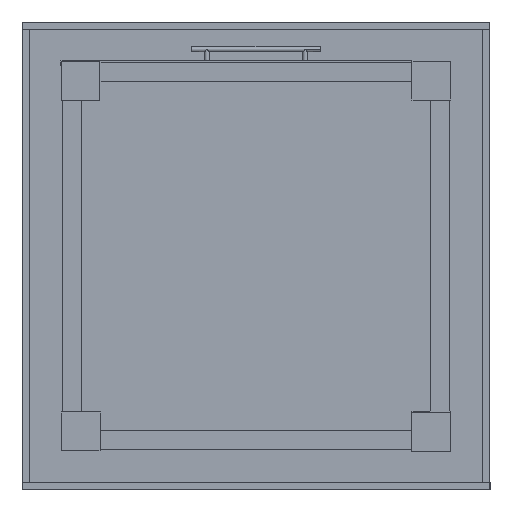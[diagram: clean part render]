
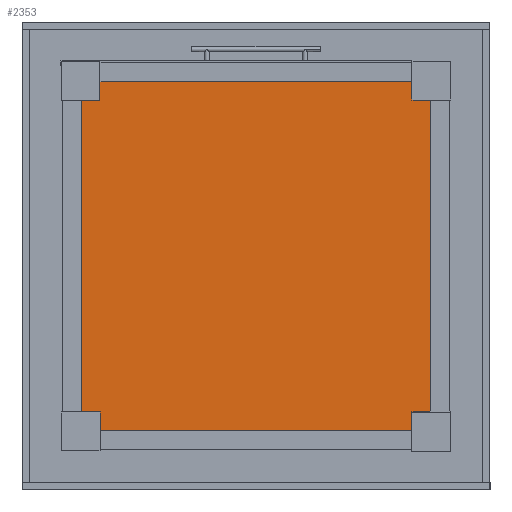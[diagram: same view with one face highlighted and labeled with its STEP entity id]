
A CAD part, front view. The second image highlights one B-rep face of the part: STEP entity #2353.
In plain terms, the highlighted face is planar.
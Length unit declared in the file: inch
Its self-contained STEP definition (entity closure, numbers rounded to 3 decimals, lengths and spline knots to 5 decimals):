
#340=FACE_OUTER_BOUND('',#477,.T.);
#477=EDGE_LOOP('',(#1784,#1785,#1786,#1787,#1788,#1789,#1790,#1791,#1792,
#1793,#1794,#1795));
#660=LINE('',#3566,#918);
#664=LINE('',#3573,#922);
#667=LINE('',#3581,#925);
#671=LINE('',#3588,#929);
#674=LINE('',#3596,#932);
#677=LINE('',#3602,#935);
#681=LINE('',#3611,#939);
#684=LINE('',#3617,#942);
#686=LINE('',#3620,#944);
#688=LINE('',#3623,#946);
#689=LINE('',#3624,#947);
#690=LINE('',#3625,#948);
#918=VECTOR('',#2885,2.625);
#922=VECTOR('',#2891,2.625);
#925=VECTOR('',#2896,2.625);
#929=VECTOR('',#2902,2.625);
#932=VECTOR('',#2907,2.625);
#935=VECTOR('',#2912,2.625);
#939=VECTOR('',#2918,2.625);
#942=VECTOR('',#2923,2.625);
#944=VECTOR('',#2927,32.);
#946=VECTOR('',#2931,32.);
#947=VECTOR('',#2932,32.);
#948=VECTOR('',#2933,32.);
#1150=VERTEX_POINT('',#3563);
#1151=VERTEX_POINT('',#3565);
#1153=VERTEX_POINT('',#3571);
#1156=VERTEX_POINT('',#3578);
#1157=VERTEX_POINT('',#3580);
#1159=VERTEX_POINT('',#3586);
#1162=VERTEX_POINT('',#3593);
#1163=VERTEX_POINT('',#3595);
#1165=VERTEX_POINT('',#3601);
#1168=VERTEX_POINT('',#3608);
#1169=VERTEX_POINT('',#3610);
#1171=VERTEX_POINT('',#3616);
#1376=EDGE_CURVE('',#1151,#1150,#660,.T.);
#1380=EDGE_CURVE('',#1150,#1153,#664,.T.);
#1383=EDGE_CURVE('',#1157,#1156,#667,.T.);
#1387=EDGE_CURVE('',#1156,#1159,#671,.T.);
#1390=EDGE_CURVE('',#1163,#1162,#674,.T.);
#1393=EDGE_CURVE('',#1165,#1163,#677,.T.);
#1397=EDGE_CURVE('',#1169,#1168,#681,.T.);
#1400=EDGE_CURVE('',#1171,#1169,#684,.T.);
#1402=EDGE_CURVE('',#1162,#1157,#686,.T.);
#1404=EDGE_CURVE('',#1153,#1165,#688,.T.);
#1405=EDGE_CURVE('',#1159,#1171,#689,.T.);
#1406=EDGE_CURVE('',#1168,#1151,#690,.T.);
#1784=ORIENTED_EDGE('',*,*,#1376,.T.);
#1785=ORIENTED_EDGE('',*,*,#1380,.T.);
#1786=ORIENTED_EDGE('',*,*,#1404,.T.);
#1787=ORIENTED_EDGE('',*,*,#1393,.T.);
#1788=ORIENTED_EDGE('',*,*,#1390,.T.);
#1789=ORIENTED_EDGE('',*,*,#1402,.T.);
#1790=ORIENTED_EDGE('',*,*,#1383,.T.);
#1791=ORIENTED_EDGE('',*,*,#1387,.T.);
#1792=ORIENTED_EDGE('',*,*,#1405,.T.);
#1793=ORIENTED_EDGE('',*,*,#1400,.T.);
#1794=ORIENTED_EDGE('',*,*,#1397,.T.);
#1795=ORIENTED_EDGE('',*,*,#1406,.T.);
#2231=PLANE('',#2532);
#2353=ADVANCED_FACE('',(#340),#2231,.T.);
#2532=AXIS2_PLACEMENT_3D('',#3622,#2929,#2930);
#2885=DIRECTION('',(-1.,0.,0.));
#2891=DIRECTION('',(0.,1.,0.));
#2896=DIRECTION('',(1.,0.,0.));
#2902=DIRECTION('',(0.,-1.,0.));
#2907=DIRECTION('',(-1.,0.,0.));
#2912=DIRECTION('',(0.,-1.,0.));
#2918=DIRECTION('',(1.,0.,0.));
#2923=DIRECTION('',(0.,1.,0.));
#2927=DIRECTION('',(0.,-1.,0.));
#2929=DIRECTION('center_axis',(0.,0.,1.));
#2930=DIRECTION('ref_axis',(1.,0.,0.));
#2931=DIRECTION('',(-1.,0.,0.));
#2932=DIRECTION('',(1.,0.,0.));
#2933=DIRECTION('',(0.,1.,0.));
#3563=CARTESIAN_POINT('',(34.625,34.625,0.75));
#3565=CARTESIAN_POINT('',(37.25,34.625,0.75));
#3566=CARTESIAN_POINT('',(27.9375,34.625,0.75));
#3571=CARTESIAN_POINT('',(34.625,37.25,0.75));
#3573=CARTESIAN_POINT('',(34.625,26.625,0.75));
#3578=CARTESIAN_POINT('',(2.625,2.625,0.75));
#3580=CARTESIAN_POINT('',(0.,2.625,0.75));
#3581=CARTESIAN_POINT('',(9.3125,2.625,0.75));
#3586=CARTESIAN_POINT('',(2.625,0.,0.75));
#3588=CARTESIAN_POINT('',(2.625,10.625,0.75));
#3593=CARTESIAN_POINT('',(0.,34.625,0.75));
#3595=CARTESIAN_POINT('',(2.625,34.625,0.75));
#3596=CARTESIAN_POINT('',(10.625,34.625,0.75));
#3601=CARTESIAN_POINT('',(2.625,37.25,0.75));
#3602=CARTESIAN_POINT('',(2.625,27.9375,0.75));
#3608=CARTESIAN_POINT('',(37.25,2.625,0.75));
#3610=CARTESIAN_POINT('',(34.625,2.625,0.75));
#3611=CARTESIAN_POINT('',(26.625,2.625,0.75));
#3616=CARTESIAN_POINT('',(34.625,0.,0.75));
#3617=CARTESIAN_POINT('',(34.625,9.3125,0.75));
#3620=CARTESIAN_POINT('',(0.,37.25,0.75));
#3622=CARTESIAN_POINT('Origin',(18.625,18.625,0.75));
#3623=CARTESIAN_POINT('',(37.25,37.25,0.75));
#3624=CARTESIAN_POINT('',(0.,0.,0.75));
#3625=CARTESIAN_POINT('',(37.25,0.,0.75));
